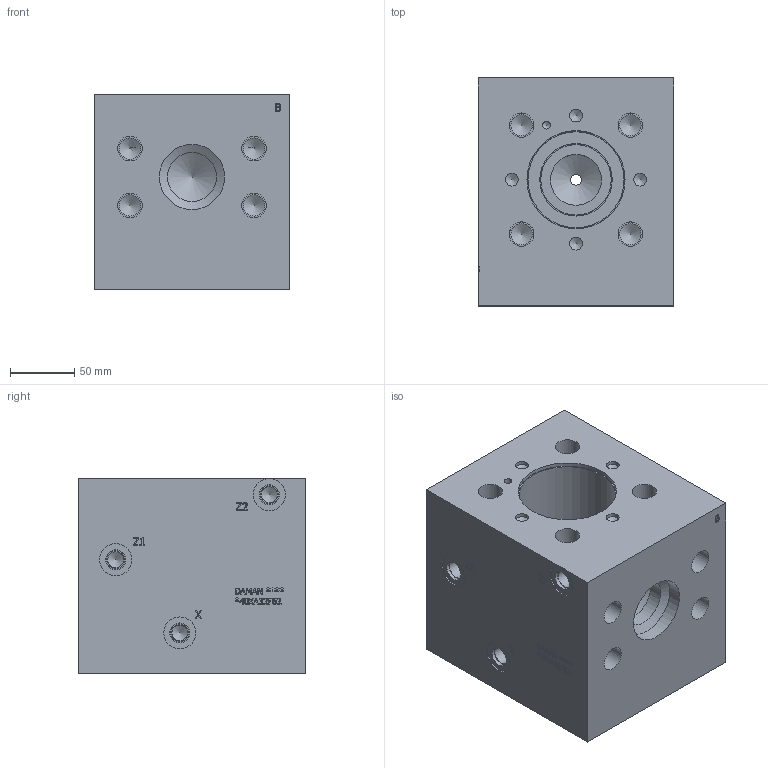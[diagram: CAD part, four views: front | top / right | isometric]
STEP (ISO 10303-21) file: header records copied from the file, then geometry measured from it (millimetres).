
FILE_DESCRIPTION(/* description */ (''),/* implementation_level */ '2;1');
FILE_NAME(/* name */ '_40XA32F62.stp',/* time_stamp */ '2021-10-13T12:26:17-04:00',/* author */ ('trevorh'),/* organization */ (''),/* preprocessor_version */ 'ST-DEVELOPER v18',/* originating_system */ 'Autodesk Inventor 2020',/* authorisation */ '');
FILE_SCHEMA (('CONFIG_CONTROL_DESIGN'));
Length unit declared in the file: millimetre
Products named in the file (1): Part_D40XA32F62_3D
Bounding box: 152.4 x 177.8 x 152.4 mm (x, y, z)
Volume: 3401533.6 mm3; surface area: 231614.8 mm2
Topology: 1 solids, 1 shells, 581 faces, 1589 edges, 1081 vertices
Faces by surface type: plane 365, bspline 106, cylinder 73, cone 37
Full cylindrical faces by diameter (mm): 5.994 x1, 10.008 x4, 10.719 x8, 12.294 x4, 12.7 x8, 12.9 x1, 12.903 x3, 14.275 x4, 15.596 x4, 16.662 x12, 19.05 x12, 25.019 x4, 38.1 x1, 39.675 x1, 50.8 x2, 54.991 x1, 56.617 x1, 75.006 x1, 76.632 x1
Entity records: 19300 total; most frequent: CARTESIAN_POINT 4609, ORIENTED_EDGE 3118, DIRECTION 2553, EDGE_CURVE 1559, LINE 1089, VECTOR 1089, VERTEX_POINT 1081, AXIS2_PLACEMENT_3D 732
